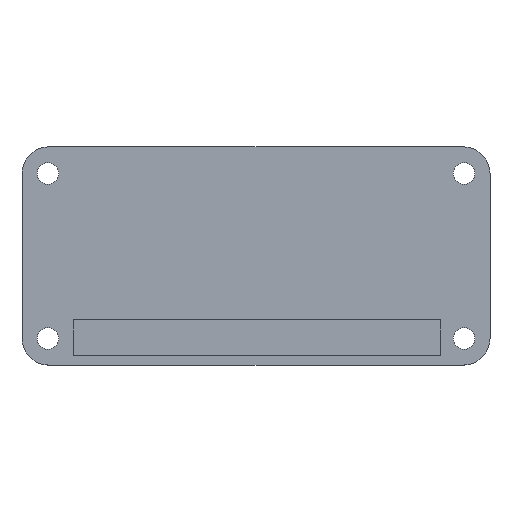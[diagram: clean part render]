
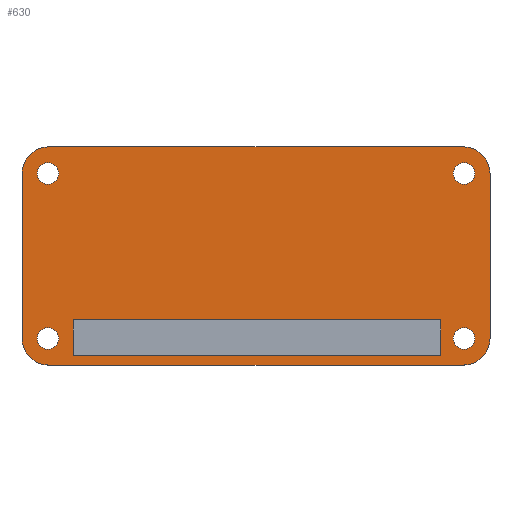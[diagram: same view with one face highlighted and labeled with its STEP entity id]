
A CAD part, top view. The second image highlights one B-rep face of the part: STEP entity #630.
In plain terms, the highlighted planar face has unit normal (0, 0, 1).
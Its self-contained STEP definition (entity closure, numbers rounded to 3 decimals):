
#1=CARTESIAN_POINT('',(29.,-11.5,0.8));
#2=DIRECTION('',(0.,0.,1.));
#3=DIRECTION('',(1.,0.,0.));
#4=AXIS2_PLACEMENT_3D('',#1,#2,#3);
#6=CARTESIAN_POINT('',(29.,-11.5,0.8));
#7=DIRECTION('',(0.,0.,1.));
#8=DIRECTION('',(-1.,0.,0.));
#9=AXIS2_PLACEMENT_3D('',#6,#7,#8);
#11=CARTESIAN_POINT('',(-29.,-11.5,0.8));
#12=DIRECTION('',(0.,0.,1.));
#13=DIRECTION('',(1.,0.,0.));
#14=AXIS2_PLACEMENT_3D('',#11,#12,#13);
#16=CARTESIAN_POINT('',(-29.,-11.5,0.8));
#17=DIRECTION('',(0.,0.,1.));
#18=DIRECTION('',(-1.,0.,0.));
#19=AXIS2_PLACEMENT_3D('',#16,#17,#18);
#21=CARTESIAN_POINT('',(-29.,11.5,0.8));
#22=DIRECTION('',(0.,0.,1.));
#23=DIRECTION('',(1.,0.,0.));
#24=AXIS2_PLACEMENT_3D('',#21,#22,#23);
#26=CARTESIAN_POINT('',(-29.,11.5,0.8));
#27=DIRECTION('',(0.,0.,1.));
#28=DIRECTION('',(-1.,0.,0.));
#29=AXIS2_PLACEMENT_3D('',#26,#27,#28);
#31=CARTESIAN_POINT('',(29.,11.5,0.8));
#32=DIRECTION('',(0.,0.,1.));
#33=DIRECTION('',(1.,0.,0.));
#34=AXIS2_PLACEMENT_3D('',#31,#32,#33);
#36=CARTESIAN_POINT('',(29.,11.5,0.8));
#37=DIRECTION('',(0.,0.,1.));
#38=DIRECTION('',(-1.,0.,0.));
#39=AXIS2_PLACEMENT_3D('',#36,#37,#38);
#41=CARTESIAN_POINT('',(-28.9,-11.5,0.8));
#42=DIRECTION('',(0.,0.,-1.));
#43=DIRECTION('',(0.,-1.,0.));
#44=AXIS2_PLACEMENT_3D('',#41,#42,#43);
#46=DIRECTION('',(0.,1.,0.));
#47=VECTOR('',#46,23.);
#48=CARTESIAN_POINT('',(-32.6,-11.5,0.8));
#49=LINE('',#48,#47);
#50=CARTESIAN_POINT('',(-28.9,11.5,0.8));
#51=DIRECTION('',(0.,0.,-1.));
#52=DIRECTION('',(-1.,0.,0.));
#53=AXIS2_PLACEMENT_3D('',#50,#51,#52);
#55=DIRECTION('',(1.,0.,0.));
#56=VECTOR('',#55,57.8);
#57=CARTESIAN_POINT('',(-28.9,15.2,0.8));
#58=LINE('',#57,#56);
#59=CARTESIAN_POINT('',(28.9,11.5,0.8));
#60=DIRECTION('',(0.,0.,-1.));
#61=DIRECTION('',(0.,1.,0.));
#62=AXIS2_PLACEMENT_3D('',#59,#60,#61);
#64=DIRECTION('',(0.,-1.,0.));
#65=VECTOR('',#64,23.);
#66=CARTESIAN_POINT('',(32.6,11.5,0.8));
#67=LINE('',#66,#65);
#68=CARTESIAN_POINT('',(28.9,-11.5,0.8));
#69=DIRECTION('',(0.,0.,-1.));
#70=DIRECTION('',(1.,0.,0.));
#71=AXIS2_PLACEMENT_3D('',#68,#69,#70);
#73=DIRECTION('',(-1.,0.,0.));
#74=VECTOR('',#73,57.8);
#75=CARTESIAN_POINT('',(28.9,-15.2,0.8));
#76=LINE('',#75,#74);
#77=DIRECTION('',(0.,1.,0.));
#78=VECTOR('',#77,5.);
#79=CARTESIAN_POINT('',(25.75,-13.9,0.8));
#80=LINE('',#79,#78);
#81=DIRECTION('',(-1.,0.,0.));
#82=VECTOR('',#81,51.2);
#83=CARTESIAN_POINT('',(25.75,-8.9,0.8));
#84=LINE('',#83,#82);
#85=DIRECTION('',(0.,-1.,0.));
#86=VECTOR('',#85,5.);
#87=CARTESIAN_POINT('',(-25.45,-8.9,0.8));
#88=LINE('',#87,#86);
#89=DIRECTION('',(1.,0.,0.));
#90=VECTOR('',#89,51.2);
#91=CARTESIAN_POINT('',(-25.45,-13.9,0.8));
#92=LINE('',#91,#90);
#437=CARTESIAN_POINT('',(30.5,-11.5,0.8));
#438=CARTESIAN_POINT('',(27.5,-11.5,0.8));
#439=VERTEX_POINT('',#437);
#440=VERTEX_POINT('',#438);
#441=CARTESIAN_POINT('',(-27.5,-11.5,0.8));
#442=CARTESIAN_POINT('',(-30.5,-11.5,0.8));
#443=VERTEX_POINT('',#441);
#444=VERTEX_POINT('',#442);
#445=CARTESIAN_POINT('',(-27.5,11.5,0.8));
#446=CARTESIAN_POINT('',(-30.5,11.5,0.8));
#447=VERTEX_POINT('',#445);
#448=VERTEX_POINT('',#446);
#449=CARTESIAN_POINT('',(30.5,11.5,0.8));
#450=CARTESIAN_POINT('',(27.5,11.5,0.8));
#451=VERTEX_POINT('',#449);
#452=VERTEX_POINT('',#450);
#453=CARTESIAN_POINT('',(-28.9,-15.2,0.8));
#454=CARTESIAN_POINT('',(-32.6,-11.5,0.8));
#455=VERTEX_POINT('',#453);
#456=VERTEX_POINT('',#454);
#457=CARTESIAN_POINT('',(-32.6,11.5,0.8));
#458=VERTEX_POINT('',#457);
#459=CARTESIAN_POINT('',(-28.9,15.2,0.8));
#460=VERTEX_POINT('',#459);
#461=CARTESIAN_POINT('',(28.9,15.2,0.8));
#462=VERTEX_POINT('',#461);
#463=CARTESIAN_POINT('',(32.6,11.5,0.8));
#464=VERTEX_POINT('',#463);
#465=CARTESIAN_POINT('',(32.6,-11.5,0.8));
#466=VERTEX_POINT('',#465);
#467=CARTESIAN_POINT('',(28.9,-15.2,0.8));
#468=VERTEX_POINT('',#467);
#533=CARTESIAN_POINT('',(25.75,-13.9,0.8));
#534=CARTESIAN_POINT('',(25.75,-8.9,0.8));
#535=VERTEX_POINT('',#533);
#536=VERTEX_POINT('',#534);
#537=CARTESIAN_POINT('',(-25.45,-8.9,0.8));
#538=VERTEX_POINT('',#537);
#539=CARTESIAN_POINT('',(-25.45,-13.9,0.8));
#540=VERTEX_POINT('',#539);
#573=CARTESIAN_POINT('',(0.,0.,0.8));
#574=DIRECTION('',(0.,0.,-1.));
#575=DIRECTION('',(1.,0.,0.));
#576=AXIS2_PLACEMENT_3D('',#573,#574,#575);
#577=PLANE('',#576);
#579=ORIENTED_EDGE('',*,*,#578,.T.);
#581=ORIENTED_EDGE('',*,*,#580,.T.);
#583=ORIENTED_EDGE('',*,*,#582,.T.);
#585=ORIENTED_EDGE('',*,*,#584,.T.);
#587=ORIENTED_EDGE('',*,*,#586,.T.);
#589=ORIENTED_EDGE('',*,*,#588,.T.);
#591=ORIENTED_EDGE('',*,*,#590,.T.);
#593=ORIENTED_EDGE('',*,*,#592,.T.);
#594=EDGE_LOOP('',(#579,#581,#583,#585,#587,#589,#591,#593));
#595=FACE_OUTER_BOUND('',#594,.F.);
#597=ORIENTED_EDGE('',*,*,#596,.T.);
#599=ORIENTED_EDGE('',*,*,#598,.T.);
#600=EDGE_LOOP('',(#597,#599));
#601=FACE_BOUND('',#600,.F.);
#603=ORIENTED_EDGE('',*,*,#602,.T.);
#605=ORIENTED_EDGE('',*,*,#604,.T.);
#606=EDGE_LOOP('',(#603,#605));
#607=FACE_BOUND('',#606,.F.);
#609=ORIENTED_EDGE('',*,*,#608,.T.);
#611=ORIENTED_EDGE('',*,*,#610,.T.);
#612=EDGE_LOOP('',(#609,#611));
#613=FACE_BOUND('',#612,.F.);
#615=ORIENTED_EDGE('',*,*,#614,.T.);
#617=ORIENTED_EDGE('',*,*,#616,.T.);
#618=EDGE_LOOP('',(#615,#617));
#619=FACE_BOUND('',#618,.F.);
#621=ORIENTED_EDGE('',*,*,#620,.T.);
#623=ORIENTED_EDGE('',*,*,#622,.T.);
#625=ORIENTED_EDGE('',*,*,#624,.T.);
#627=ORIENTED_EDGE('',*,*,#626,.T.);
#628=EDGE_LOOP('',(#621,#623,#625,#627));
#629=FACE_BOUND('',#628,.F.);
#630=ADVANCED_FACE('',(#595,#601,#607,#613,#619,#629),#577,.F.);
#5=CIRCLE('',#4,1.5);
#10=CIRCLE('',#9,1.5);
#15=CIRCLE('',#14,1.5);
#20=CIRCLE('',#19,1.5);
#25=CIRCLE('',#24,1.5);
#30=CIRCLE('',#29,1.5);
#35=CIRCLE('',#34,1.5);
#40=CIRCLE('',#39,1.5);
#45=CIRCLE('',#44,3.7);
#54=CIRCLE('',#53,3.7);
#63=CIRCLE('',#62,3.7);
#72=CIRCLE('',#71,3.7);
#578=EDGE_CURVE('',#455,#456,#45,.T.);
#580=EDGE_CURVE('',#456,#458,#49,.T.);
#582=EDGE_CURVE('',#458,#460,#54,.T.);
#584=EDGE_CURVE('',#460,#462,#58,.T.);
#586=EDGE_CURVE('',#462,#464,#63,.T.);
#588=EDGE_CURVE('',#464,#466,#67,.T.);
#590=EDGE_CURVE('',#466,#468,#72,.T.);
#592=EDGE_CURVE('',#468,#455,#76,.T.);
#596=EDGE_CURVE('',#439,#440,#5,.T.);
#598=EDGE_CURVE('',#440,#439,#10,.T.);
#602=EDGE_CURVE('',#443,#444,#15,.T.);
#604=EDGE_CURVE('',#444,#443,#20,.T.);
#608=EDGE_CURVE('',#447,#448,#25,.T.);
#610=EDGE_CURVE('',#448,#447,#30,.T.);
#614=EDGE_CURVE('',#451,#452,#35,.T.);
#616=EDGE_CURVE('',#452,#451,#40,.T.);
#620=EDGE_CURVE('',#535,#536,#80,.T.);
#622=EDGE_CURVE('',#536,#538,#84,.T.);
#624=EDGE_CURVE('',#538,#540,#88,.T.);
#626=EDGE_CURVE('',#540,#535,#92,.T.);
